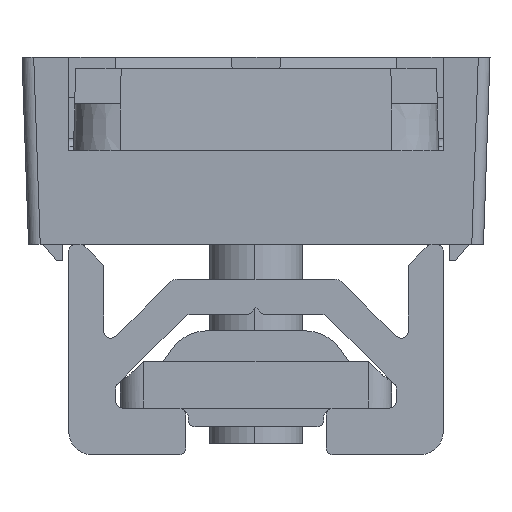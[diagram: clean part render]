
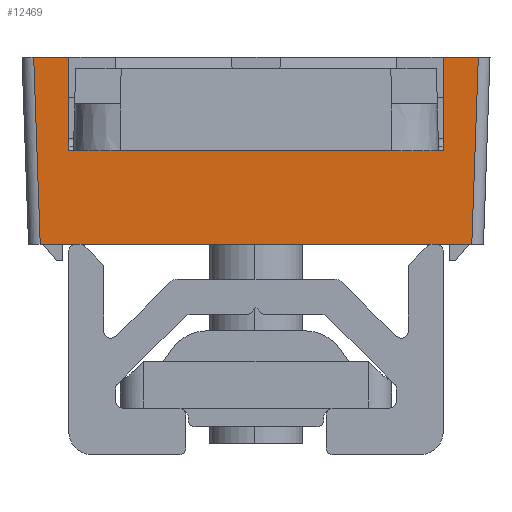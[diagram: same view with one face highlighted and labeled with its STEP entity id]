
A CAD part, front view. The second image highlights one B-rep face of the part: STEP entity #12469.
In plain terms, the highlighted planar face has unit normal (0, -0.999, -0.035).
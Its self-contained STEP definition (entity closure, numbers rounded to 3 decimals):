
#186 = DIRECTION ( 'NONE',  ( 0., 0.035, -0.999 ) ) ;
#443 = VECTOR ( 'NONE', #837, 1000. ) ;
#616 = ORIENTED_EDGE ( 'NONE', *, *, #11313, .F. ) ;
#837 = DIRECTION ( 'NONE',  ( 0., -0.035, 0.999 ) ) ;
#965 = VECTOR ( 'NONE', #4772, 1000. ) ;
#1728 = CARTESIAN_POINT ( 'NONE',  ( -37.312, -22.795, 11.084 ) ) ;
#2244 = EDGE_CURVE ( 'NONE', #10258, #5431, #7944, .T. ) ;
#2291 = EDGE_LOOP ( 'NONE', ( #8582, #3169, #616, #10907, #7271, #4898, #7771, #11855 ) ) ;
#2346 = VECTOR ( 'NONE', #10427, 1000. ) ;
#2363 = CARTESIAN_POINT ( 'NONE',  ( -19.812, -22.795, 11.084 ) ) ;
#2435 = CARTESIAN_POINT ( 'NONE',  ( -18.591, -22.515, 3.084 ) ) ;
#2453 = VECTOR ( 'NONE', #12421, 1000. ) ;
#2604 = EDGE_CURVE ( 'NONE', #8607, #5431, #9745, .T. ) ;
#3124 = CARTESIAN_POINT ( 'NONE',  ( -18.335, -22.771, 10.404 ) ) ;
#3169 = ORIENTED_EDGE ( 'NONE', *, *, #3904, .T. ) ;
#3195 = CARTESIAN_POINT ( 'NONE',  ( -35.812, -22.655, 7.084 ) ) ;
#3904 = EDGE_CURVE ( 'NONE', #7755, #12352, #12028, .T. ) ;
#4048 = CARTESIAN_POINT ( 'NONE',  ( -37.312, -22.795, 11.101 ) ) ;
#4097 = CARTESIAN_POINT ( 'NONE',  ( -37.812, -22.795, 11.084 ) ) ;
#4547 = EDGE_CURVE ( 'NONE', #9467, #6475, #5290, .T. ) ;
#4772 = DIRECTION ( 'NONE',  ( 1., 0., 0. ) ) ;
#4898 = ORIENTED_EDGE ( 'NONE', *, *, #2604, .T. ) ;
#4950 = CARTESIAN_POINT ( 'NONE',  ( -37.812, -22.795, 11.084 ) ) ;
#5290 = LINE ( 'NONE', #2363, #2346 ) ;
#5431 = VERTEX_POINT ( 'NONE', #9405 ) ;
#5683 = CARTESIAN_POINT ( 'NONE',  ( -37.812, -22.515, 3.084 ) ) ;
#5911 = PLANE ( 'NONE',  #8939 ) ;
#6188 = DIRECTION ( 'NONE',  ( 0.035, -0.035, 0.999 ) ) ;
#6457 = LINE ( 'NONE', #10413, #2453 ) ;
#6475 = VERTEX_POINT ( 'NONE', #11314 ) ;
#6802 = LINE ( 'NONE', #5683, #965 ) ;
#6865 = VECTOR ( 'NONE', #11005, 1000. ) ;
#7071 = CARTESIAN_POINT ( 'NONE',  ( -37.032, -22.515, 3.084 ) ) ;
#7140 = CARTESIAN_POINT ( 'NONE',  ( -37.812, -22.795, 11.084 ) ) ;
#7206 = LINE ( 'NONE', #7140, #10174 ) ;
#7271 = ORIENTED_EDGE ( 'NONE', *, *, #9803, .T. ) ;
#7751 = CARTESIAN_POINT ( 'NONE',  ( -19.812, -22.795, 11.084 ) ) ;
#7755 = VERTEX_POINT ( 'NONE', #2435 ) ;
#7771 = ORIENTED_EDGE ( 'NONE', *, *, #2244, .F. ) ;
#7944 = LINE ( 'NONE', #4950, #9754 ) ;
#8582 = ORIENTED_EDGE ( 'NONE', *, *, #9022, .T. ) ;
#8607 = VERTEX_POINT ( 'NONE', #3195 ) ;
#8921 = DIRECTION ( 'NONE',  ( 1., 0., 0. ) ) ;
#8939 = AXIS2_PLACEMENT_3D ( 'NONE', #4097, #9863, #186 ) ;
#9022 = EDGE_CURVE ( 'NONE', #10381, #7755, #6802, .T. ) ;
#9405 = CARTESIAN_POINT ( 'NONE',  ( -35.812, -22.795, 11.084 ) ) ;
#9467 = VERTEX_POINT ( 'NONE', #7751 ) ;
#9745 = LINE ( 'NONE', #9869, #443 ) ;
#9754 = VECTOR ( 'NONE', #8921, 1000. ) ;
#9803 = EDGE_CURVE ( 'NONE', #6475, #8607, #6457, .T. ) ;
#9863 = DIRECTION ( 'NONE',  ( 0., -0.999, -0.035 ) ) ;
#9869 = CARTESIAN_POINT ( 'NONE',  ( -35.812, -22.795, 11.084 ) ) ;
#10080 = LINE ( 'NONE', #4048, #6865 ) ;
#10174 = VECTOR ( 'NONE', #11107, 1000. ) ;
#10231 = VECTOR ( 'NONE', #6188, 1000. ) ;
#10258 = VERTEX_POINT ( 'NONE', #1728 ) ;
#10381 = VERTEX_POINT ( 'NONE', #7071 ) ;
#10413 = CARTESIAN_POINT ( 'NONE',  ( -37.812, -22.655, 7.084 ) ) ;
#10427 = DIRECTION ( 'NONE',  ( 0., 0.035, -0.999 ) ) ;
#10796 = CARTESIAN_POINT ( 'NONE',  ( -18.311, -22.795, 11.084 ) ) ;
#10861 = FACE_OUTER_BOUND ( 'NONE', #2291, .T. ) ;
#10907 = ORIENTED_EDGE ( 'NONE', *, *, #4547, .T. ) ;
#11005 = DIRECTION ( 'NONE',  ( 0.035, 0.035, -0.999 ) ) ;
#11107 = DIRECTION ( 'NONE',  ( 1., 0., 0. ) ) ;
#11313 = EDGE_CURVE ( 'NONE', #9467, #12352, #7206, .T. ) ;
#11314 = CARTESIAN_POINT ( 'NONE',  ( -19.812, -22.655, 7.084 ) ) ;
#11855 = ORIENTED_EDGE ( 'NONE', *, *, #12087, .T. ) ;
#12028 = LINE ( 'NONE', #3124, #10231 ) ;
#12087 = EDGE_CURVE ( 'NONE', #10258, #10381, #10080, .T. ) ;
#12352 = VERTEX_POINT ( 'NONE', #10796 ) ;
#12421 = DIRECTION ( 'NONE',  ( -1., 0., 0. ) ) ;
#12469 = ADVANCED_FACE ( 'NONE', ( #10861 ), #5911, .T. ) ;
